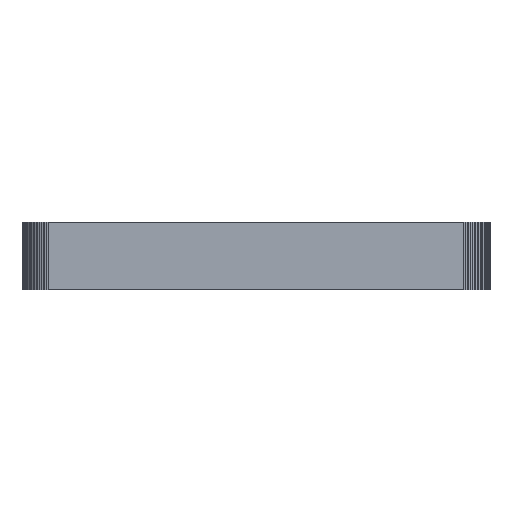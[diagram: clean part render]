
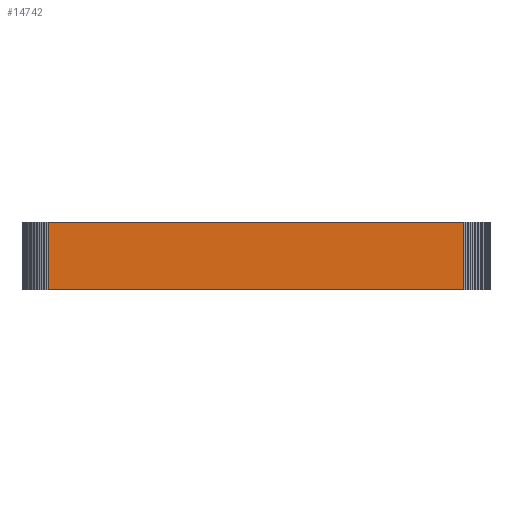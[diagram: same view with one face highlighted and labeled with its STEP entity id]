
A CAD part, front view. The second image highlights one B-rep face of the part: STEP entity #14742.
In plain terms, the highlighted free-form (B-spline) face has degree [1, 1] with [2, 2] control points.
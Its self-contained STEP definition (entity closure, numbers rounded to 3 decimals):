
#67 = B_SPLINE_SURFACE_WITH_KNOTS('',1,1,(
    (#68,#69)
    ,(#70,#71
    )),.UNSPECIFIED.,.F.,.F.,.F.,(2,2),(2,2),(-1637.5,1637.5),(
    -857.5,857.5),.PIECEWISE_BEZIER_KNOTS.);
#68 = CARTESIAN_POINT('',(88.392,9.017,12.
    ));
#69 = CARTESIAN_POINT('',(88.392,52.578,12.
    ));
#70 = CARTESIAN_POINT('',(5.207,9.017,12.)
  );
#71 = CARTESIAN_POINT('',(5.207,52.578,12.)
  );
#115 = B_SPLINE_SURFACE_WITH_KNOTS('',1,1,(
    (#116,#117)
    ,(#118,#119
    )),.UNSPECIFIED.,.F.,.F.,.F.,(2,2),(2,2),(-1637.5,1637.5),(
    -857.5,857.5),.PIECEWISE_BEZIER_KNOTS.);
#116 = CARTESIAN_POINT('',(88.392,9.017,0.));
#117 = CARTESIAN_POINT('',(88.392,52.578,0.));
#118 = CARTESIAN_POINT('',(5.207,9.017,0.));
#119 = CARTESIAN_POINT('',(5.207,52.578,0.));
#4345 = VERTEX_POINT('',#4346);
#4346 = CARTESIAN_POINT('',(83.693,9.017,0.));
#4358 = B_SPLINE_SURFACE_WITH_KNOTS('',1,1,(
    (#4359,#4360)
    ,(#4361,#4362
    )),.UNSPECIFIED.,.F.,.F.,.F.,(2,2),(2,2),(0.,12.632),(
    -472.441,0.),.PIECEWISE_BEZIER_KNOTS.);
#4359 = CARTESIAN_POINT('',(84.014,9.028,
    12.));
#4360 = CARTESIAN_POINT('',(84.014,9.028,0.));
#4361 = CARTESIAN_POINT('',(83.693,9.017,
    12.));
#4362 = CARTESIAN_POINT('',(83.693,9.017,0.));
#4369 = EDGE_CURVE('',#4345,#4370,#4372,.T.);
#4370 = VERTEX_POINT('',#4371);
#4371 = CARTESIAN_POINT('',(9.906,9.017,0.));
#4372 = SURFACE_CURVE('',#4373,(#4376,#4382),.PCURVE_S1.);
#4373 = B_SPLINE_CURVE_WITH_KNOTS('',1,(#4374,#4375),.UNSPECIFIED.,.F.,
  .F.,(2,2),(0.,2905.),.PIECEWISE_BEZIER_KNOTS.);
#4374 = CARTESIAN_POINT('',(83.693,9.017,0.));
#4375 = CARTESIAN_POINT('',(9.906,9.017,0.));
#4376 = PCURVE('',#115,#4377);
#4377 = DEFINITIONAL_REPRESENTATION('',(#4378),#4381);
#4378 = B_SPLINE_CURVE_WITH_KNOTS('',1,(#4379,#4380),.UNSPECIFIED.,.F.,
  .F.,(2,2),(0.,2905.),.PIECEWISE_BEZIER_KNOTS.);
#4379 = CARTESIAN_POINT('',(-1452.5,-857.5));
#4380 = CARTESIAN_POINT('',(1452.5,-857.5));
#4381 = ( GEOMETRIC_REPRESENTATION_CONTEXT(2) 
PARAMETRIC_REPRESENTATION_CONTEXT() REPRESENTATION_CONTEXT('2D SPACE',''
  ) );
#4382 = PCURVE('',#4383,#4388);
#4383 = B_SPLINE_SURFACE_WITH_KNOTS('',1,1,(
    (#4384,#4385)
    ,(#4386,#4387
  )),.UNSPECIFIED.,.F.,.F.,.F.,(2,2),(2,2),(0.,2905.),(-472.441,0.)
  ,.PIECEWISE_BEZIER_KNOTS.);
#4384 = CARTESIAN_POINT('',(83.693,9.017,
    12.));
#4385 = CARTESIAN_POINT('',(83.693,9.017,0.));
#4386 = CARTESIAN_POINT('',(9.906,9.017,12.
    ));
#4387 = CARTESIAN_POINT('',(9.906,9.017,0.));
#4388 = DEFINITIONAL_REPRESENTATION('',(#4389),#4392);
#4389 = B_SPLINE_CURVE_WITH_KNOTS('',1,(#4390,#4391),.UNSPECIFIED.,.F.,
  .F.,(2,2),(0.,2905.),.PIECEWISE_BEZIER_KNOTS.);
#4390 = CARTESIAN_POINT('',(0.,0.));
#4391 = CARTESIAN_POINT('',(2905.,0.));
#4392 = ( GEOMETRIC_REPRESENTATION_CONTEXT(2) 
PARAMETRIC_REPRESENTATION_CONTEXT() REPRESENTATION_CONTEXT('2D SPACE',''
  ) );
#4408 = B_SPLINE_SURFACE_WITH_KNOTS('',1,1,(
    (#4409,#4410)
    ,(#4411,#4412
    )),.UNSPECIFIED.,.F.,.F.,.F.,(2,2),(2,2),(0.,12.632),(
    -472.441,0.),.PIECEWISE_BEZIER_KNOTS.);
#4409 = CARTESIAN_POINT('',(9.906,9.017,12.
    ));
#4410 = CARTESIAN_POINT('',(9.906,9.017,0.));
#4411 = CARTESIAN_POINT('',(9.585,9.028,
    12.));
#4412 = CARTESIAN_POINT('',(9.585,9.028,0.));
#6655 = VERTEX_POINT('',#6656);
#6656 = CARTESIAN_POINT('',(83.693,9.017,
    12.));
#6674 = EDGE_CURVE('',#6655,#6675,#6677,.T.);
#6675 = VERTEX_POINT('',#6676);
#6676 = CARTESIAN_POINT('',(9.906,9.017,12.
    ));
#6677 = SURFACE_CURVE('',#6678,(#6681,#6687),.PCURVE_S1.);
#6678 = B_SPLINE_CURVE_WITH_KNOTS('',1,(#6679,#6680),.UNSPECIFIED.,.F.,
  .F.,(2,2),(0.,2905.),.PIECEWISE_BEZIER_KNOTS.);
#6679 = CARTESIAN_POINT('',(83.693,9.017,
    12.));
#6680 = CARTESIAN_POINT('',(9.906,9.017,12.
    ));
#6681 = PCURVE('',#67,#6682);
#6682 = DEFINITIONAL_REPRESENTATION('',(#6683),#6686);
#6683 = B_SPLINE_CURVE_WITH_KNOTS('',1,(#6684,#6685),.UNSPECIFIED.,.F.,
  .F.,(2,2),(0.,2905.),.PIECEWISE_BEZIER_KNOTS.);
#6684 = CARTESIAN_POINT('',(-1452.5,-857.5));
#6685 = CARTESIAN_POINT('',(1452.5,-857.5));
#6686 = ( GEOMETRIC_REPRESENTATION_CONTEXT(2) 
PARAMETRIC_REPRESENTATION_CONTEXT() REPRESENTATION_CONTEXT('2D SPACE',''
  ) );
#6687 = PCURVE('',#4383,#6688);
#6688 = DEFINITIONAL_REPRESENTATION('',(#6689),#6692);
#6689 = B_SPLINE_CURVE_WITH_KNOTS('',1,(#6690,#6691),.UNSPECIFIED.,.F.,
  .F.,(2,2),(0.,2905.),.PIECEWISE_BEZIER_KNOTS.);
#6690 = CARTESIAN_POINT('',(0.,-472.441));
#6691 = CARTESIAN_POINT('',(2905.,-472.441));
#6692 = ( GEOMETRIC_REPRESENTATION_CONTEXT(2) 
PARAMETRIC_REPRESENTATION_CONTEXT() REPRESENTATION_CONTEXT('2D SPACE',''
  ) );
#14698 = EDGE_CURVE('',#4370,#6675,#14699,.T.);
#14699 = SURFACE_CURVE('',#14700,(#14703,#14709),.PCURVE_S1.);
#14700 = B_SPLINE_CURVE_WITH_KNOTS('',1,(#14701,#14702),.UNSPECIFIED.,
  .F.,.F.,(2,2),(0.,472.441),.PIECEWISE_BEZIER_KNOTS.);
#14701 = CARTESIAN_POINT('',(9.906,9.017,0.));
#14702 = CARTESIAN_POINT('',(9.906,9.017,
    12.));
#14703 = PCURVE('',#4408,#14704);
#14704 = DEFINITIONAL_REPRESENTATION('',(#14705),#14708);
#14705 = B_SPLINE_CURVE_WITH_KNOTS('',1,(#14706,#14707),.UNSPECIFIED.,
  .F.,.F.,(2,2),(0.,472.441),.PIECEWISE_BEZIER_KNOTS.);
#14706 = CARTESIAN_POINT('',(0.,0.));
#14707 = CARTESIAN_POINT('',(0.,-472.441));
#14708 = ( GEOMETRIC_REPRESENTATION_CONTEXT(2) 
PARAMETRIC_REPRESENTATION_CONTEXT() REPRESENTATION_CONTEXT('2D SPACE',''
  ) );
#14709 = PCURVE('',#4383,#14710);
#14710 = DEFINITIONAL_REPRESENTATION('',(#14711),#14714);
#14711 = B_SPLINE_CURVE_WITH_KNOTS('',1,(#14712,#14713),.UNSPECIFIED.,
  .F.,.F.,(2,2),(0.,472.441),.PIECEWISE_BEZIER_KNOTS.);
#14712 = CARTESIAN_POINT('',(2905.,0.));
#14713 = CARTESIAN_POINT('',(2905.,-472.441));
#14714 = ( GEOMETRIC_REPRESENTATION_CONTEXT(2) 
PARAMETRIC_REPRESENTATION_CONTEXT() REPRESENTATION_CONTEXT('2D SPACE',''
  ) );
#14742 = ADVANCED_FACE('',(#14743),#4383,.T.);
#14743 = FACE_BOUND('',#14744,.T.);
#14744 = EDGE_LOOP('',(#14745,#14763,#14764,#14765));
#14745 = ORIENTED_EDGE('',*,*,#14746,.T.);
#14746 = EDGE_CURVE('',#4345,#6655,#14747,.T.);
#14747 = SURFACE_CURVE('',#14748,(#14751,#14757),.PCURVE_S1.);
#14748 = B_SPLINE_CURVE_WITH_KNOTS('',1,(#14749,#14750),.UNSPECIFIED.,
  .F.,.F.,(2,2),(0.,472.441),.PIECEWISE_BEZIER_KNOTS.);
#14749 = CARTESIAN_POINT('',(83.693,9.017,0.));
#14750 = CARTESIAN_POINT('',(83.693,9.017,
    12.));
#14751 = PCURVE('',#4383,#14752);
#14752 = DEFINITIONAL_REPRESENTATION('',(#14753),#14756);
#14753 = B_SPLINE_CURVE_WITH_KNOTS('',1,(#14754,#14755),.UNSPECIFIED.,
  .F.,.F.,(2,2),(0.,472.441),.PIECEWISE_BEZIER_KNOTS.);
#14754 = CARTESIAN_POINT('',(0.,0.));
#14755 = CARTESIAN_POINT('',(0.,-472.441));
#14756 = ( GEOMETRIC_REPRESENTATION_CONTEXT(2) 
PARAMETRIC_REPRESENTATION_CONTEXT() REPRESENTATION_CONTEXT('2D SPACE',''
  ) );
#14757 = PCURVE('',#4358,#14758);
#14758 = DEFINITIONAL_REPRESENTATION('',(#14759),#14762);
#14759 = B_SPLINE_CURVE_WITH_KNOTS('',1,(#14760,#14761),.UNSPECIFIED.,
  .F.,.F.,(2,2),(0.,472.441),.PIECEWISE_BEZIER_KNOTS.);
#14760 = CARTESIAN_POINT('',(12.632,0.));
#14761 = CARTESIAN_POINT('',(12.632,-472.441));
#14762 = ( GEOMETRIC_REPRESENTATION_CONTEXT(2) 
PARAMETRIC_REPRESENTATION_CONTEXT() REPRESENTATION_CONTEXT('2D SPACE',''
  ) );
#14763 = ORIENTED_EDGE('',*,*,#6674,.T.);
#14764 = ORIENTED_EDGE('',*,*,#14698,.F.);
#14765 = ORIENTED_EDGE('',*,*,#4369,.F.);
